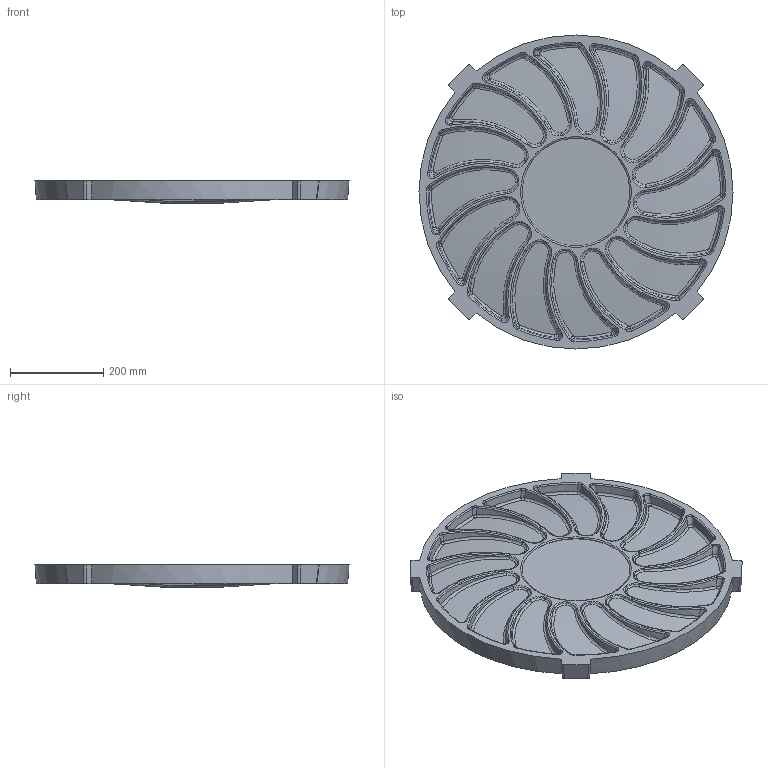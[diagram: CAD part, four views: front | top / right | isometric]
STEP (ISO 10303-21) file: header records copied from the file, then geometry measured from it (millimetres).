
FILE_DESCRIPTION(/* description */ (''),/* implementation_level */ '2;1');
FILE_NAME(/* name */ 'luk 660 v7.step',/* time_stamp */ '2024-06-21T18:43:08+04:00',/* author */ (''),/* organization */ (''),/* preprocessor_version */ 'ST-DEVELOPER v20',/* originating_system */ 'Autodesk Translation Framework v13.14.0.145',/* authorisation */ '');
FILE_SCHEMA (('AUTOMOTIVE_DESIGN { 1 0 10303 214 3 1 1 }'));
Length unit declared in the file: millimetre
Products named in the file (1): luk 660
Bounding box: 672.88 x 672.88 x 47.5 mm (x, y, z)
Volume: 7665526.1 mm3; surface area: 925125.5 mm2
Topology: 1 solids, 1 shells, 474 faces, 1082 edges, 624 vertices
Faces by surface type: bspline 248, torus 73, cone 53, cylinder 36, plane 36, sphere 28
Entity records: 23275 total; most frequent: CARTESIAN_POINT 14084, ORIENTED_EDGE 2156, DIRECTION 1485, EDGE_CURVE 1078, AXIS2_PLACEMENT_3D 684, VERTEX_POINT 624, B_SPLINE_CURVE_WITH_KNOTS 504, EDGE_LOOP 492
